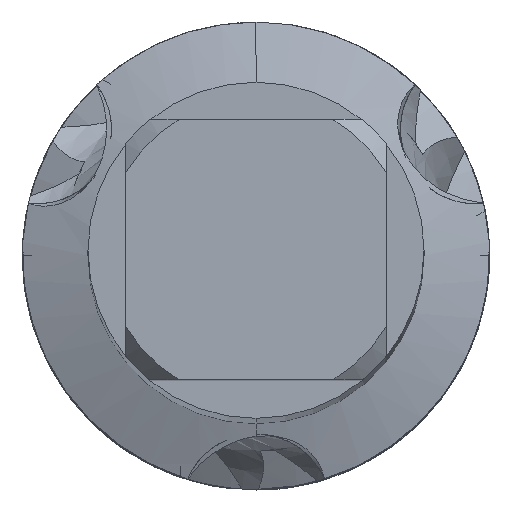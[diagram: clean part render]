
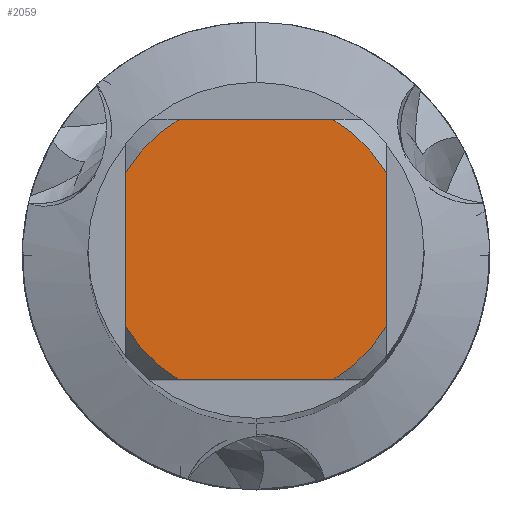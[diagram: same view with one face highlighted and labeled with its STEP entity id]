
A CAD part, top view. The second image highlights one B-rep face of the part: STEP entity #2059.
In plain terms, the highlighted planar face has unit normal (0, 0, 1).
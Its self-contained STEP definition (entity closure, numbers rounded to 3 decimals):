
#1481=VERTEX_POINT('',#4194);
#1737=EDGE_CURVE('',#2107,#4025,#4475,.T.);
#1853=EDGE_CURVE('',#2561,#3015,#4599,.T.);
#1855=VERTEX_POINT('',#4601);
#2059=ADVANCED_FACE('',(#4823),#4824,.T.);
#2107=VERTEX_POINT('',#4876);
#2163=EDGE_CURVE('',#2107,#1481,#4940,.T.);
#2527=EDGE_CURVE('',#2539,#3883,#5332,.T.);
#2539=VERTEX_POINT('',#5345);
#2543=EDGE_CURVE('',#2539,#3015,#5350,.T.);
#2561=VERTEX_POINT('',#5369);
#2671=EDGE_CURVE('',#1855,#4025,#5485,.T.);
#3015=VERTEX_POINT('',#5865);
#3783=EDGE_CURVE('',#1855,#3883,#6697,.T.);
#3883=VERTEX_POINT('',#6805);
#3967=EDGE_CURVE('',#2561,#1481,#6895,.T.);
#4025=VERTEX_POINT('',#6961);
#4194=CARTESIAN_POINT('',(1.83,-3.1,0.0));
#4475=LINE('',#8607,#8608);
#4599=CIRCLE('',#8936,3.6);
#4601=CARTESIAN_POINT('',(1.83,3.1,0.0));
#4823=FACE_OUTER_BOUND('',#9757,.T.);
#4824=PLANE('',#9758);
#4876=CARTESIAN_POINT('',(3.1,-1.83,0.0));
#4940=CIRCLE('',#10296,3.6);
#5332=CIRCLE('',#11252,3.6);
#5345=CARTESIAN_POINT('',(-3.1,1.83,0.0));
#5350=LINE('',#11286,#11287);
#5369=CARTESIAN_POINT('',(-1.83,-3.1,0.0));
#5485=CIRCLE('',#11524,3.6);
#5865=CARTESIAN_POINT('',(-3.1,-1.83,0.0));
#6697=LINE('',#15029,#15030);
#6805=CARTESIAN_POINT('',(-1.83,3.1,0.0));
#6895=LINE('',#15476,#15477);
#6961=CARTESIAN_POINT('',(3.1,1.83,0.0));
#8607=CARTESIAN_POINT('',(3.1,0.9,0.0));
#8608=VECTOR('',#16218,1.0);
#8936=AXIS2_PLACEMENT_3D('',#16341,#16342,#16343);
#9757=EDGE_LOOP('',(#16568,#16569,#16570,#16571,#16572,#16573,#16574,#16575));
#9758=AXIS2_PLACEMENT_3D('',#16576,#16577,#16578);
#10296=AXIS2_PLACEMENT_3D('',#16807,#16808,#16809);
#11252=AXIS2_PLACEMENT_3D('',#17163,#17164,#17165);
#11286=CARTESIAN_POINT('',(-3.1,0.9,0.0));
#11287=VECTOR('',#17186,1.0);
#11524=AXIS2_PLACEMENT_3D('',#17288,#17289,#17290);
#15029=CARTESIAN_POINT('',(0.0,3.1,0.0));
#15030=VECTOR('',#18569,1.0);
#15476=CARTESIAN_POINT('',(0.0,-3.1,0.0));
#15477=VECTOR('',#18754,1.0);
#16218=DIRECTION('',(-0.0,1.0,0.0));
#16341=CARTESIAN_POINT('',(0.0,0.0,0.0));
#16342=DIRECTION('',(0.0,0.0,-1.0));
#16343=DIRECTION('',(0.0,1.0,0.0));
#16568=ORIENTED_EDGE('',*,*,#2543,.T.);
#16569=ORIENTED_EDGE('',*,*,#1853,.F.);
#16570=ORIENTED_EDGE('',*,*,#3967,.T.);
#16571=ORIENTED_EDGE('',*,*,#2163,.F.);
#16572=ORIENTED_EDGE('',*,*,#1737,.T.);
#16573=ORIENTED_EDGE('',*,*,#2671,.F.);
#16574=ORIENTED_EDGE('',*,*,#3783,.T.);
#16575=ORIENTED_EDGE('',*,*,#2527,.F.);
#16576=CARTESIAN_POINT('',(0.0,1.8,0.0));
#16577=DIRECTION('',(-0.0,0.0,1.0));
#16578=DIRECTION('',(0.0,-1.0,0.0));
#16807=CARTESIAN_POINT('',(0.0,0.0,0.0));
#16808=DIRECTION('',(0.0,0.0,-1.0));
#16809=DIRECTION('',(0.0,1.0,0.0));
#17163=CARTESIAN_POINT('',(0.0,0.0,0.0));
#17164=DIRECTION('',(0.0,0.0,-1.0));
#17165=DIRECTION('',(0.0,1.0,0.0));
#17186=DIRECTION('',(-0.0,-1.0,0.0));
#17288=CARTESIAN_POINT('',(0.0,0.0,0.0));
#17289=DIRECTION('',(0.0,0.0,-1.0));
#17290=DIRECTION('',(0.0,1.0,0.0));
#18569=DIRECTION('',(-1.0,0.0,0.0));
#18754=DIRECTION('',(1.0,0.0,0.0));
